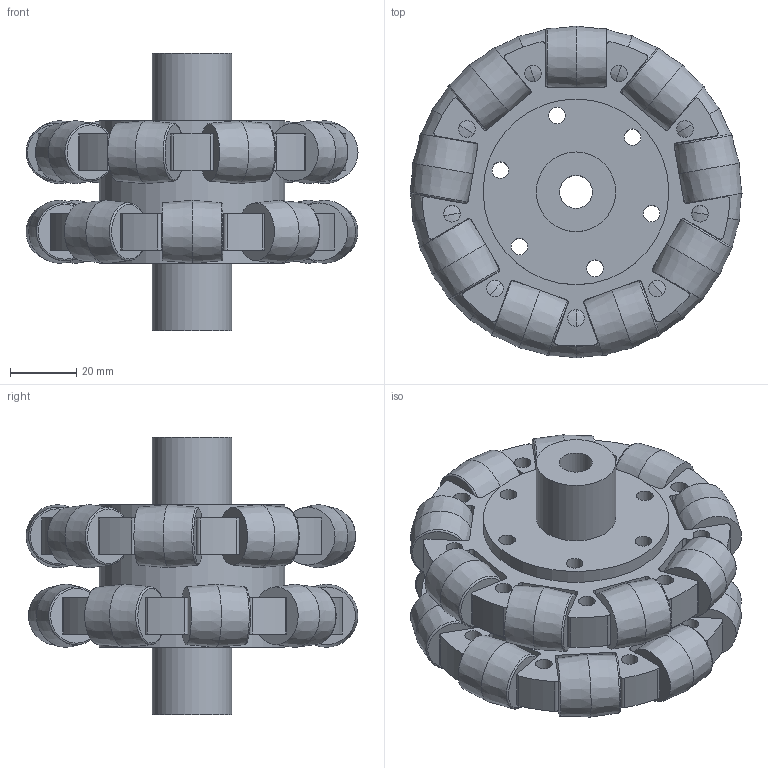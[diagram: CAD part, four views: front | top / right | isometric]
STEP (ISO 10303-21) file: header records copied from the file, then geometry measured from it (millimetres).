
FILE_DESCRIPTION(/* description */ (''),/* implementation_level */ '2;1');
FILE_NAME(/* name */ 'Omni Wheel 4in v3.step',/* time_stamp */ '2019-10-10T08:36:34+08:00',/* author */ (''),/* organization */ (''),/* preprocessor_version */ 'ST-DEVELOPER v18',/* originating_system */ 'Autodesk Translation Framework v8.6.0.1094',/* authorisation */ '');
FILE_SCHEMA (('AUTOMOTIVE_DESIGN { 1 0 10303 214 3 1 1 }'));
Length unit declared in the file: millimetre
Products named in the file (6): Omni Wheel 4in; MirrorAssem2; MirrorOm 33; MirrorAssem21; MirrorOm 1; MirrorOm 2
Assembly tree (25 placements, depth 3):
  Omni Wheel 4in
    MirrorAssem2
      MirrorOm 1
      MirrorOm 2  x10
    MirrorOm 33
    MirrorAssem21
      MirrorOm 1
      MirrorOm 2  x10
Bounding box: 100.15 x 100.07 x 83.8 mm (x, y, z)
Volume: 231297 mm3; surface area: 96926.2 mm2
Topology: 25 solids, 25 shells, 396 faces, 1086 edges, 767 vertices
Faces by surface type: cylinder 205, plane 131, cone 40, torus 20
Full cylindrical faces by diameter (mm): 3 x38, 5 x60, 10 x2, 18 x1, 22 x2, 24 x2, 30 x3, 56 x7
Entity records: 5948 total; most frequent: DIRECTION 1107, CARTESIAN_POINT 965, ORIENTED_EDGE 908, AXIS2_PLACEMENT_3D 458, EDGE_CURVE 454, VERTEX_POINT 316, EDGE_LOOP 268, CIRCLE 263
